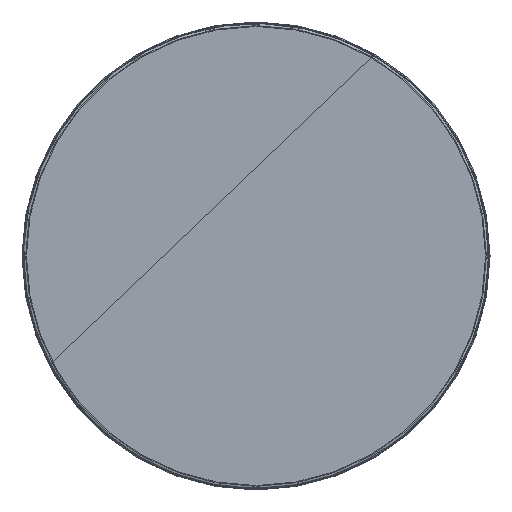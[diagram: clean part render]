
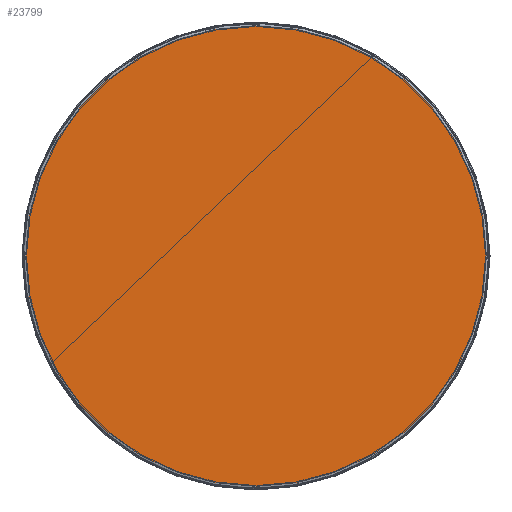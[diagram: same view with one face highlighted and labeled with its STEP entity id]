
A CAD part, front view. The second image highlights one B-rep face of the part: STEP entity #23799.
In plain terms, the highlighted face is planar.
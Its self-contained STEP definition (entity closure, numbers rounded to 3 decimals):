
#23768=CARTESIAN_POINT('',(620.,152.,0.));
#23769=VERTEX_POINT('',#23768);
#23770=CARTESIAN_POINT('',(0.,152.,0.0));
#23771=DIRECTION('',(0.0,-1.0,0.0));
#23772=DIRECTION('',(-1.0,0.0,0.0));
#23773=AXIS2_PLACEMENT_3D('',#23770,#23771,#23772);
#23774=CIRCLE('',#23773,620.0);
#23775=EDGE_CURVE('',#23769,#23769,#23774,.T.);
#23791=CARTESIAN_POINT('',(315.,152.,0.0));
#23792=DIRECTION('',(0.0,1.0,0.0));
#23793=DIRECTION('',(0.0,0.0,1.0));
#23794=AXIS2_PLACEMENT_3D('',#23791,#23792,#23793);
#23795=PLANE('',#23794);
#23796=ORIENTED_EDGE('',*,*,#23775,.F.);
#23797=EDGE_LOOP('',(#23796));
#23798=FACE_OUTER_BOUND('',#23797,.T.);
#23799=ADVANCED_FACE('',(#23798),#23795,.T.);
